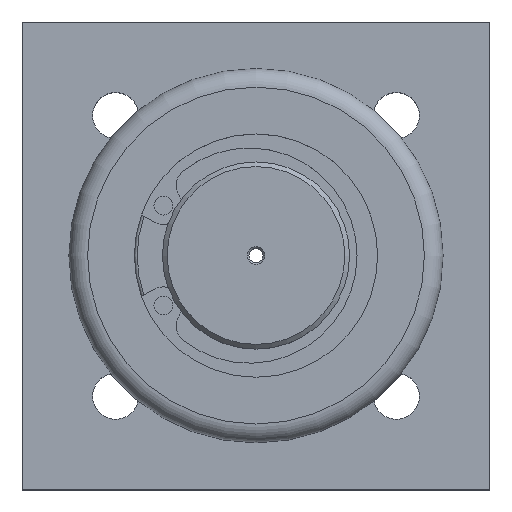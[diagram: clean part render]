
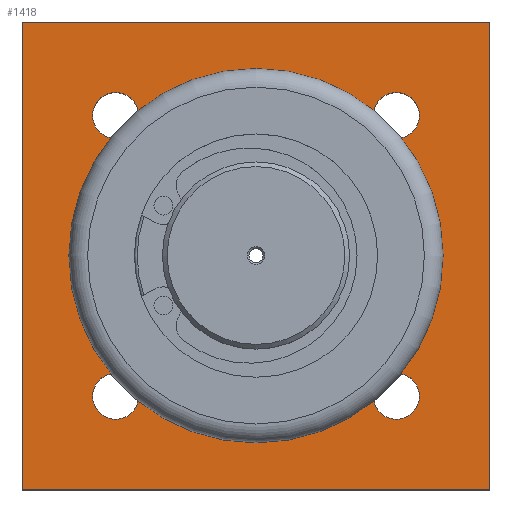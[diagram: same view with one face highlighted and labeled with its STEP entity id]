
A CAD part, top view. The second image highlights one B-rep face of the part: STEP entity #1418.
In plain terms, the highlighted planar face has unit normal (0, 0, 1).
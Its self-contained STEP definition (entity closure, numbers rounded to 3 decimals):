
#81=LINE('',#2376,#167);
#84=LINE('',#2382,#170);
#87=LINE('',#2388,#173);
#90=LINE('',#2392,#176);
#167=VECTOR('',#1894,10.);
#170=VECTOR('',#1899,10.);
#173=VECTOR('',#1904,10.);
#176=VECTOR('',#1909,10.);
#238=FACE_BOUND('',#372,.T.);
#239=FACE_BOUND('',#373,.T.);
#240=FACE_BOUND('',#374,.T.);
#241=FACE_BOUND('',#375,.T.);
#242=FACE_BOUND('',#376,.T.);
#287=FACE_OUTER_BOUND('',#371,.T.);
#371=EDGE_LOOP('',(#1077,#1078,#1079,#1080));
#372=EDGE_LOOP('',(#1081));
#373=EDGE_LOOP('',(#1082,#1083));
#374=EDGE_LOOP('',(#1084,#1085));
#375=EDGE_LOOP('',(#1086,#1087));
#376=EDGE_LOOP('',(#1088,#1089));
#473=CIRCLE('',#1528,12.3);
#495=CIRCLE('',#1560,2.459);
#496=CIRCLE('',#1561,2.459);
#498=CIRCLE('',#1564,2.459);
#499=CIRCLE('',#1565,2.459);
#501=CIRCLE('',#1568,2.459);
#502=CIRCLE('',#1569,2.459);
#504=CIRCLE('',#1572,2.459);
#505=CIRCLE('',#1573,2.459);
#603=VERTEX_POINT('',#2276);
#625=VERTEX_POINT('',#2338);
#626=VERTEX_POINT('',#2339);
#628=VERTEX_POINT('',#2346);
#629=VERTEX_POINT('',#2347);
#631=VERTEX_POINT('',#2354);
#632=VERTEX_POINT('',#2355);
#634=VERTEX_POINT('',#2362);
#635=VERTEX_POINT('',#2363);
#639=VERTEX_POINT('',#2373);
#640=VERTEX_POINT('',#2375);
#642=VERTEX_POINT('',#2381);
#644=VERTEX_POINT('',#2387);
#758=EDGE_CURVE('',#603,#603,#473,.T.);
#787=EDGE_CURVE('',#625,#626,#495,.T.);
#788=EDGE_CURVE('',#626,#625,#496,.T.);
#791=EDGE_CURVE('',#628,#629,#498,.T.);
#792=EDGE_CURVE('',#629,#628,#499,.T.);
#795=EDGE_CURVE('',#631,#632,#501,.T.);
#796=EDGE_CURVE('',#632,#631,#502,.T.);
#799=EDGE_CURVE('',#634,#635,#504,.T.);
#800=EDGE_CURVE('',#635,#634,#505,.T.);
#805=EDGE_CURVE('',#640,#639,#81,.T.);
#808=EDGE_CURVE('',#642,#640,#84,.T.);
#811=EDGE_CURVE('',#644,#642,#87,.T.);
#814=EDGE_CURVE('',#639,#644,#90,.T.);
#1077=ORIENTED_EDGE('',*,*,#814,.T.);
#1078=ORIENTED_EDGE('',*,*,#811,.T.);
#1079=ORIENTED_EDGE('',*,*,#808,.T.);
#1080=ORIENTED_EDGE('',*,*,#805,.T.);
#1081=ORIENTED_EDGE('',*,*,#758,.T.);
#1082=ORIENTED_EDGE('',*,*,#787,.T.);
#1083=ORIENTED_EDGE('',*,*,#788,.T.);
#1084=ORIENTED_EDGE('',*,*,#791,.T.);
#1085=ORIENTED_EDGE('',*,*,#792,.T.);
#1086=ORIENTED_EDGE('',*,*,#795,.T.);
#1087=ORIENTED_EDGE('',*,*,#796,.T.);
#1088=ORIENTED_EDGE('',*,*,#799,.T.);
#1089=ORIENTED_EDGE('',*,*,#800,.T.);
#1367=PLANE('',#1579);
#1418=ADVANCED_FACE('',(#287,#238,#239,#240,#241,#242),#1367,.T.);
#1528=AXIS2_PLACEMENT_3D('',#2278,#1785,#1786);
#1560=AXIS2_PLACEMENT_3D('',#2340,#1856,#1857);
#1561=AXIS2_PLACEMENT_3D('',#2341,#1858,#1859);
#1564=AXIS2_PLACEMENT_3D('',#2348,#1865,#1866);
#1565=AXIS2_PLACEMENT_3D('',#2349,#1867,#1868);
#1568=AXIS2_PLACEMENT_3D('',#2356,#1874,#1875);
#1569=AXIS2_PLACEMENT_3D('',#2357,#1876,#1877);
#1572=AXIS2_PLACEMENT_3D('',#2364,#1883,#1884);
#1573=AXIS2_PLACEMENT_3D('',#2365,#1885,#1886);
#1579=AXIS2_PLACEMENT_3D('',#2393,#1910,#1911);
#1785=DIRECTION('center_axis',(0.,0.,-1.));
#1786=DIRECTION('ref_axis',(0.,-1.,0.));
#1856=DIRECTION('center_axis',(0.,0.,-1.));
#1857=DIRECTION('ref_axis',(1.,0.,0.));
#1858=DIRECTION('center_axis',(0.,0.,-1.));
#1859=DIRECTION('ref_axis',(1.,0.,0.));
#1865=DIRECTION('center_axis',(0.,0.,-1.));
#1866=DIRECTION('ref_axis',(1.,0.,0.));
#1867=DIRECTION('center_axis',(0.,0.,-1.));
#1868=DIRECTION('ref_axis',(1.,0.,0.));
#1874=DIRECTION('center_axis',(0.,0.,-1.));
#1875=DIRECTION('ref_axis',(1.,0.,0.));
#1876=DIRECTION('center_axis',(0.,0.,-1.));
#1877=DIRECTION('ref_axis',(1.,0.,0.));
#1883=DIRECTION('center_axis',(0.,0.,-1.));
#1884=DIRECTION('ref_axis',(1.,0.,0.));
#1885=DIRECTION('center_axis',(0.,0.,-1.));
#1886=DIRECTION('ref_axis',(1.,0.,0.));
#1894=DIRECTION('',(0.,-1.,0.));
#1899=DIRECTION('',(-1.,0.,0.));
#1904=DIRECTION('',(0.,1.,0.));
#1909=DIRECTION('',(1.,0.,0.));
#1910=DIRECTION('center_axis',(0.,0.,1.));
#1911=DIRECTION('ref_axis',(1.,0.,0.));
#2276=CARTESIAN_POINT('',(0.,12.3,8.));
#2278=CARTESIAN_POINT('Origin',(0.,0.,8.));
#2338=CARTESIAN_POINT('',(17.459,-15.,8.));
#2339=CARTESIAN_POINT('',(12.542,-15.,8.));
#2340=CARTESIAN_POINT('Origin',(15.,-15.,8.));
#2341=CARTESIAN_POINT('Origin',(15.,-15.,8.));
#2346=CARTESIAN_POINT('',(-12.542,15.,8.));
#2347=CARTESIAN_POINT('',(-17.459,15.,8.));
#2348=CARTESIAN_POINT('Origin',(-15.,15.,8.));
#2349=CARTESIAN_POINT('Origin',(-15.,15.,8.));
#2354=CARTESIAN_POINT('',(17.459,15.,8.));
#2355=CARTESIAN_POINT('',(12.542,15.,8.));
#2356=CARTESIAN_POINT('Origin',(15.,15.,8.));
#2357=CARTESIAN_POINT('Origin',(15.,15.,8.));
#2362=CARTESIAN_POINT('',(-12.542,-15.,8.));
#2363=CARTESIAN_POINT('',(-17.459,-15.,8.));
#2364=CARTESIAN_POINT('Origin',(-15.,-15.,8.));
#2365=CARTESIAN_POINT('Origin',(-15.,-15.,8.));
#2373=CARTESIAN_POINT('',(-25.,-25.,8.));
#2375=CARTESIAN_POINT('',(-25.,25.,8.));
#2376=CARTESIAN_POINT('',(-25.,25.,8.));
#2381=CARTESIAN_POINT('',(25.,25.,8.));
#2382=CARTESIAN_POINT('',(25.,25.,8.));
#2387=CARTESIAN_POINT('',(25.,-25.,8.));
#2388=CARTESIAN_POINT('',(25.,-25.,8.));
#2392=CARTESIAN_POINT('',(-25.,-25.,8.));
#2393=CARTESIAN_POINT('Origin',(0.,0.,
8.));
